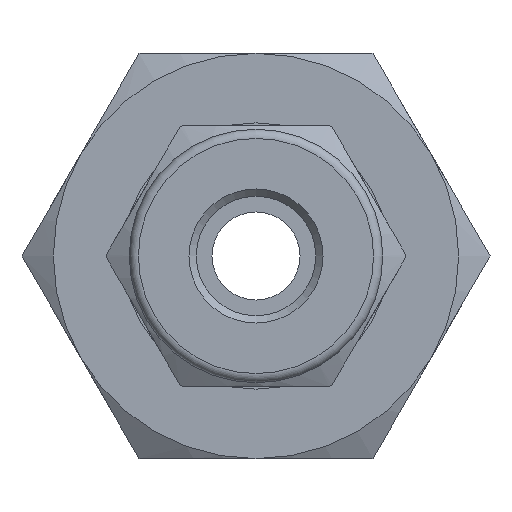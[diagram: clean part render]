
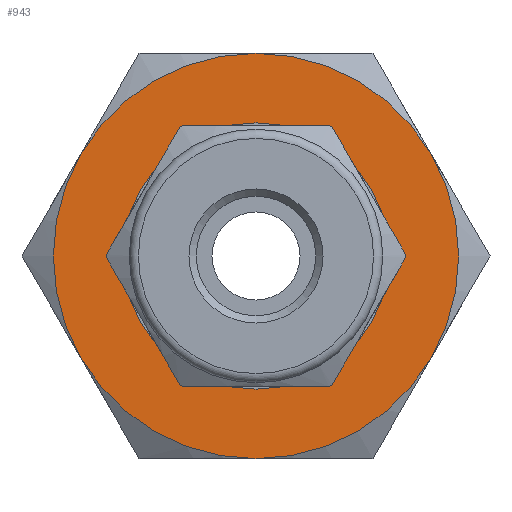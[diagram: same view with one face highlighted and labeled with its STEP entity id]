
A CAD part, left-side view. The second image highlights one B-rep face of the part: STEP entity #943.
In plain terms, the highlighted planar face has unit normal (-1, 0, 0).
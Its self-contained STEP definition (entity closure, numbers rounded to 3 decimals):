
#24=FACE_BOUND('',#255,.T.);
#63=CIRCLE('',#1005,5.9);
#88=CIRCLE('',#1058,11.113);
#89=CIRCLE('',#1060,11.113);
#90=CIRCLE('',#1062,11.113);
#91=CIRCLE('',#1064,11.113);
#92=CIRCLE('',#1066,11.113);
#101=CIRCLE('',#1085,11.113);
#185=FACE_OUTER_BOUND('',#254,.T.);
#254=EDGE_LOOP('',(#853,#854,#855,#856,#857,#858));
#255=EDGE_LOOP('',(#859));
#407=VERTEX_POINT('',#1502);
#427=VERTEX_POINT('',#1573);
#433=VERTEX_POINT('',#1597);
#434=VERTEX_POINT('',#1605);
#439=VERTEX_POINT('',#1627);
#442=VERTEX_POINT('',#1641);
#447=VERTEX_POINT('',#1663);
#506=EDGE_CURVE('',#407,#407,#63,.T.);
#571=EDGE_CURVE('',#447,#442,#88,.T.);
#572=EDGE_CURVE('',#439,#447,#89,.T.);
#573=EDGE_CURVE('',#442,#434,#90,.T.);
#574=EDGE_CURVE('',#433,#427,#91,.T.);
#575=EDGE_CURVE('',#427,#439,#92,.T.);
#590=EDGE_CURVE('',#434,#433,#101,.T.);
#853=ORIENTED_EDGE('',*,*,#575,.F.);
#854=ORIENTED_EDGE('',*,*,#574,.F.);
#855=ORIENTED_EDGE('',*,*,#590,.F.);
#856=ORIENTED_EDGE('',*,*,#573,.F.);
#857=ORIENTED_EDGE('',*,*,#571,.F.);
#858=ORIENTED_EDGE('',*,*,#572,.F.);
#859=ORIENTED_EDGE('',*,*,#506,.T.);
#882=PLANE('',#1084);
#943=ADVANCED_FACE('',(#185,#24),#882,.T.);
#1005=AXIS2_PLACEMENT_3D('',#1503,#1187,#1188);
#1058=AXIS2_PLACEMENT_3D('',#1684,#1309,#1310);
#1060=AXIS2_PLACEMENT_3D('',#1686,#1313,#1314);
#1062=AXIS2_PLACEMENT_3D('',#1688,#1317,#1318);
#1064=AXIS2_PLACEMENT_3D('',#1690,#1321,#1322);
#1066=AXIS2_PLACEMENT_3D('',#1692,#1325,#1326);
#1084=AXIS2_PLACEMENT_3D('',#1723,#1367,#1368);
#1085=AXIS2_PLACEMENT_3D('',#1724,#1369,#1370);
#1187=DIRECTION('center_axis',(1.,0.,0.));
#1188=DIRECTION('ref_axis',(0.,1.,0.));
#1309=DIRECTION('center_axis',(1.,0.,0.));
#1310=DIRECTION('ref_axis',(0.,0.,1.));
#1313=DIRECTION('center_axis',(1.,0.,0.));
#1314=DIRECTION('ref_axis',(0.,0.,1.));
#1317=DIRECTION('center_axis',(1.,0.,0.));
#1318=DIRECTION('ref_axis',(0.,0.,1.));
#1321=DIRECTION('center_axis',(1.,0.,0.));
#1322=DIRECTION('ref_axis',(0.,0.,1.));
#1325=DIRECTION('center_axis',(1.,0.,0.));
#1326=DIRECTION('ref_axis',(0.,0.,1.));
#1367=DIRECTION('center_axis',(-1.,0.,0.));
#1368=DIRECTION('ref_axis',(0.,0.,1.));
#1369=DIRECTION('center_axis',(1.,0.,0.));
#1370=DIRECTION('ref_axis',(0.,0.,1.));
#1502=CARTESIAN_POINT('',(17.84,-5.9,0.));
#1503=CARTESIAN_POINT('Origin',(17.84,0.,0.));
#1573=CARTESIAN_POINT('',(17.84,-9.624,5.556));
#1597=CARTESIAN_POINT('',(17.84,0.,11.113));
#1605=CARTESIAN_POINT('',(17.84,9.624,5.556));
#1627=CARTESIAN_POINT('',(17.84,-9.624,-5.556));
#1641=CARTESIAN_POINT('',(17.84,9.624,-5.556));
#1663=CARTESIAN_POINT('',(17.84,0.,-11.113));
#1684=CARTESIAN_POINT('Origin',(17.84,0.,0.));
#1686=CARTESIAN_POINT('Origin',(17.84,0.,0.));
#1688=CARTESIAN_POINT('Origin',(17.84,0.,0.));
#1690=CARTESIAN_POINT('Origin',(17.84,0.,0.));
#1692=CARTESIAN_POINT('Origin',(17.84,0.,0.));
#1723=CARTESIAN_POINT('Origin',(17.84,11.113,0.));
#1724=CARTESIAN_POINT('Origin',(17.84,0.,0.));
